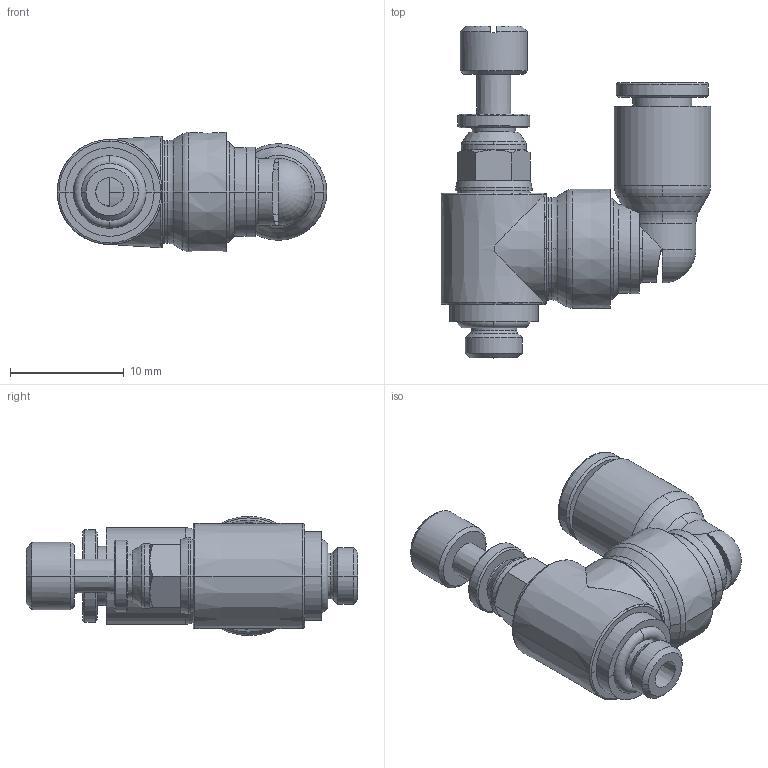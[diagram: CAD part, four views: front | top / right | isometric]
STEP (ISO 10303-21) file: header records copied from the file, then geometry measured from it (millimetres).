
FILE_DESCRIPTION(('STEP AP214'),'1');
FILE_NAME('7640_04_19.stp','2016-07-07T14:34:49',('TraceParts'),('TraceParts S.A.'),'Spatial InterOp 3D',' ',' ');
FILE_SCHEMA(('automotive_design'));
Length unit declared in the file: millimetre
Products named in the file (1): 1
Bounding box: 23.71 x 29.2 x 10.5 mm (x, y, z)
Volume: 2869.3 mm3; surface area: 1614.5 mm2
Topology: 1 solids, 1 shells, 156 faces, 397 edges, 255 vertices
Faces by surface type: cone 56, cylinder 34, torus 30, plane 30, revolution 6
Entity records: 5302 total; most frequent: CARTESIAN_POINT 1408, DIRECTION 892, ORIENTED_EDGE 790, EDGE_CURVE 395, AXIS2_PLACEMENT_3D 388, VERTEX_POINT 255, CIRCLE 237, EDGE_LOOP 172
